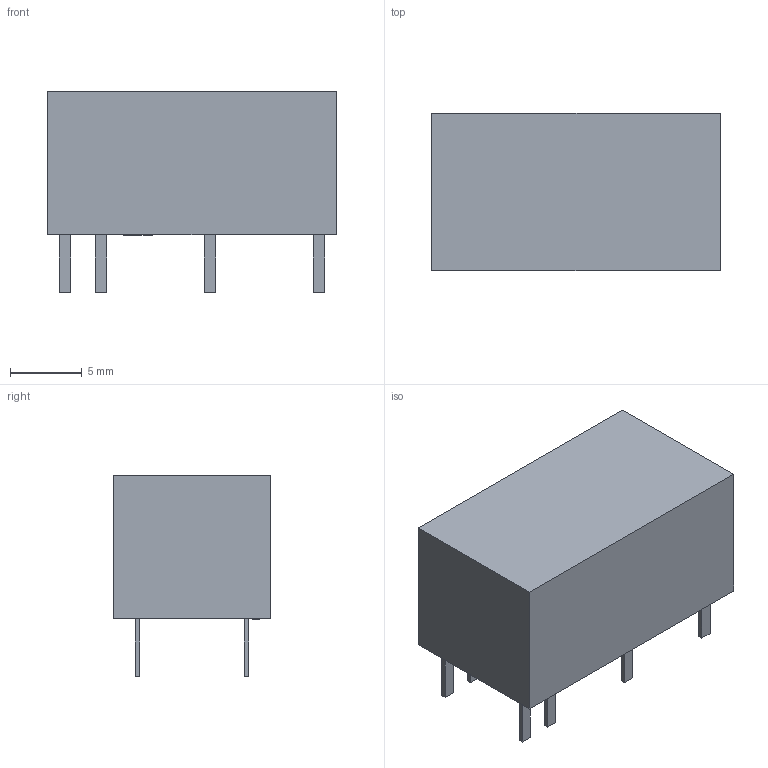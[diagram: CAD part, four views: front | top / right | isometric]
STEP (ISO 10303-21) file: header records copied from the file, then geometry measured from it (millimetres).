
FILE_DESCRIPTION (( 'STEP AP214' ), '1' );
FILE_NAME ('RELAY-TH_DSP2A-L2-DC5V.step', '2022-07-09T13:07:10', ( '' ), ( '' ), 'SwSTEP 2.0', 'SolidWorks 2020', '' );
FILE_SCHEMA (( 'AUTOMOTIVE_DESIGN' ));
Length unit declared in the file: millimetre
Products named in the file (1): RELAY-TH_DSP2A-L2-DC5V
Bounding box: 20.2 x 11.01 x 14 mm (x, y, z)
Volume: 2229.7 mm3; surface area: 1144 mm2
Topology: 14 solids, 14 shells, 340 faces, 879 edges, 586 vertices
Faces by surface type: plane 228, bspline 112
Entity records: 14672 total; most frequent: CARTESIAN_POINT 3910, ORIENTED_EDGE 1758, DIRECTION 1109, EDGE_CURVE 879, LINE 651, VECTOR 651, VERTEX_POINT 586, EDGE_LOOP 363
